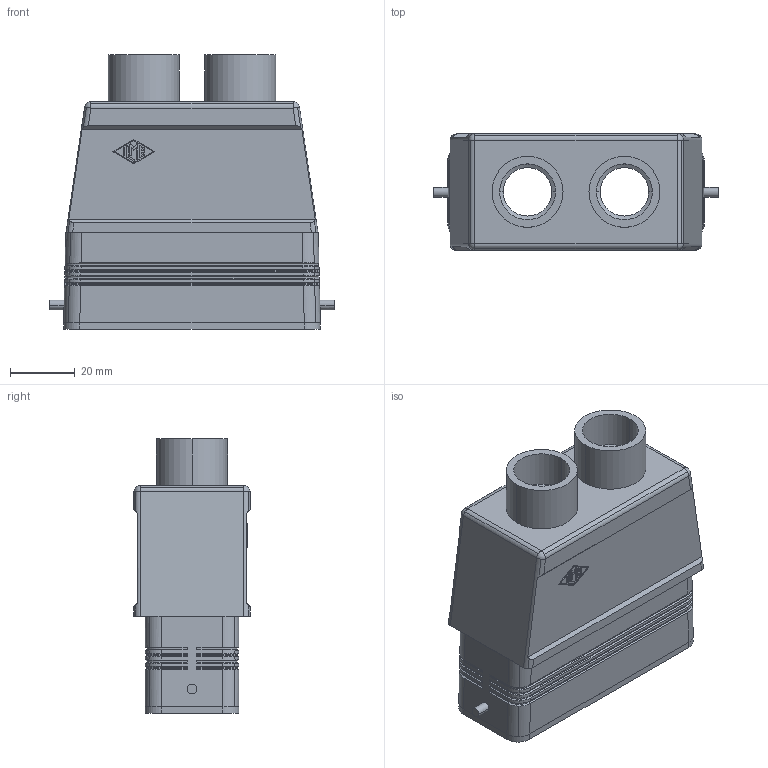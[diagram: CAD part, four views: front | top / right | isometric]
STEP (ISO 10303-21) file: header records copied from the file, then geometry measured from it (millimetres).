
FILE_DESCRIPTION((''),'2;1');
FILE_NAME('MZAV 25 L220.stp','2007-01-03T08:25:01',('gembarski'),(''),'Autodesk Inventor 7','Autodesk Inventor 7','');
FILE_SCHEMA(('AUTOMOTIVE_DESIGN { 1 0 10303 214 1 1 1 1 }'));
Length unit declared in the file: millimetre
Products named in the file (1): MZAV 25 L220
Bounding box: 88 x 36 x 85.01 mm (x, y, z)
Volume: 69388.4 mm3; surface area: 38077.4 mm2
Topology: 4 solids, 4 shells, 388 faces, 991 edges, 612 vertices
Faces by surface type: plane 136, cylinder 126, bspline 104, cone 18, sphere 4
Entity records: 12459 total; most frequent: CARTESIAN_POINT 3376, ORIENTED_EDGE 1958, DIRECTION 1771, EDGE_CURVE 979, VECTOR 629, LINE 629, VERTEX_POINT 612, AXIS2_PLACEMENT_3D 571
